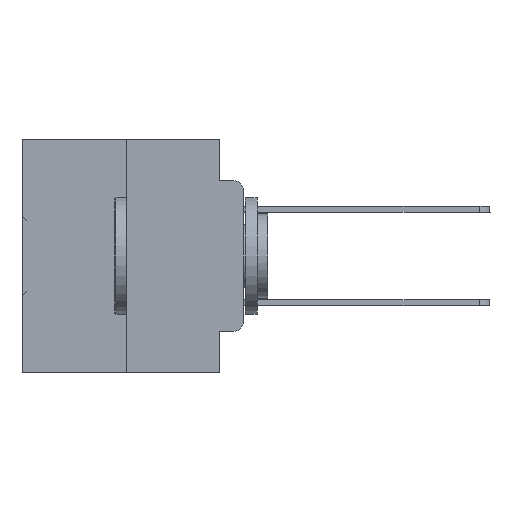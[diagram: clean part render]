
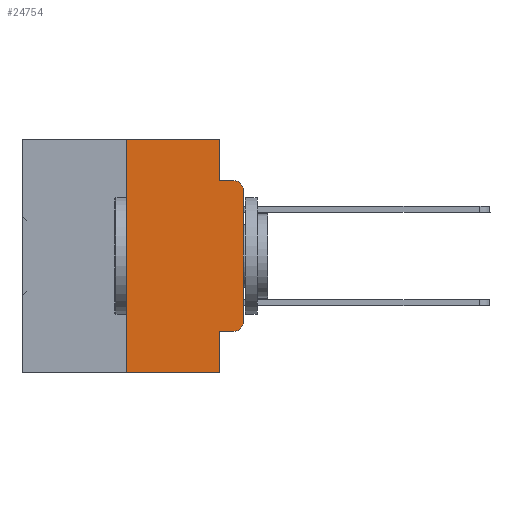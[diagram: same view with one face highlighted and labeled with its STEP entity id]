
A CAD part, left-side view. The second image highlights one B-rep face of the part: STEP entity #24754.
In plain terms, the highlighted planar face has unit normal (-1, 0, 0).
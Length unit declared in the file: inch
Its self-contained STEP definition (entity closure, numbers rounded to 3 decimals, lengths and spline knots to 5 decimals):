
#604 = ORIENTED_EDGE ( 'NONE', *, *, #37245, .F. ) ;
#830 = AXIS2_PLACEMENT_3D ( 'NONE', #3638, #6641, #27553 ) ;
#1329 = CARTESIAN_POINT ( 'NONE',  ( 0., 0.02, -0.3915 ) ) ;
#1522 = EDGE_CURVE ( 'NONE', #8838, #32419, #13665, .T. ) ;
#1784 = CARTESIAN_POINT ( 'NONE',  ( 0., 0.051, -0.0885 ) ) ;
#1944 = ORIENTED_EDGE ( 'NONE', *, *, #1522, .F. ) ;
#2317 = ORIENTED_EDGE ( 'NONE', *, *, #4768, .F. ) ;
#2479 = VECTOR ( 'NONE', #13982, 39.37008 ) ;
#2500 = EDGE_CURVE ( 'NONE', #11168, #25573, #16873, .T. ) ;
#3107 = CARTESIAN_POINT ( 'NONE',  ( 0., 0.051, -0.4115 ) ) ;
#3537 = AXIS2_PLACEMENT_3D ( 'NONE', #1329, #22482, #4385 ) ;
#3638 = CARTESIAN_POINT ( 'NONE',  ( 0., 0.473, 0. ) ) ;
#4385 = DIRECTION ( 'NONE',  ( 0., 0., -1. ) ) ;
#4390 = VECTOR ( 'NONE', #19585, 39.37008 ) ;
#4768 = EDGE_CURVE ( 'NONE', #32419, #27960, #35000, .T. ) ;
#6536 = DIRECTION ( 'NONE',  ( 0., 0., -1. ) ) ;
#6641 = DIRECTION ( 'NONE',  ( 1., 0., 0. ) ) ;
#7365 = ORIENTED_EDGE ( 'NONE', *, *, #16939, .T. ) ;
#8777 = VECTOR ( 'NONE', #21332, 39.37008 ) ;
#8783 = EDGE_CURVE ( 'NONE', #27960, #26629, #10509, .T. ) ;
#8838 = VERTEX_POINT ( 'NONE', #37421 ) ;
#9625 = DIRECTION ( 'NONE',  ( 0., 0., 1. ) ) ;
#9935 = VECTOR ( 'NONE', #9625, 39.37008 ) ;
#10509 = LINE ( 'NONE', #1784, #2479 ) ;
#10617 = CARTESIAN_POINT ( 'NONE',  ( 0., 0.051, -0.4115 ) ) ;
#10887 = LINE ( 'NONE', #21656, #9935 ) ;
#11168 = VERTEX_POINT ( 'NONE', #32630 ) ;
#12692 = VECTOR ( 'NONE', #33183, 39.37008 ) ;
#13096 = ORIENTED_EDGE ( 'NONE', *, *, #20980, .T. ) ;
#13575 = VERTEX_POINT ( 'NONE', #10617 ) ;
#13665 = LINE ( 'NONE', #32597, #12692 ) ;
#13982 = DIRECTION ( 'NONE',  ( 0., -1., 0. ) ) ;
#14837 = CARTESIAN_POINT ( 'NONE',  ( 0., 0.02, -0.1085 ) ) ;
#15492 = EDGE_LOOP ( 'NONE', ( #13096, #7365, #16074, #2317, #1944, #604, #30439, #32623, #19045, #18442 ) ) ;
#16074 = ORIENTED_EDGE ( 'NONE', *, *, #8783, .F. ) ;
#16873 = LINE ( 'NONE', #29627, #8777 ) ;
#16939 = EDGE_CURVE ( 'NONE', #31438, #26629, #17156, .T. ) ;
#17026 = CARTESIAN_POINT ( 'NONE',  ( 0., 0.051, 0. ) ) ;
#17156 = CIRCLE ( 'NONE', #26153, 0.02 ) ;
#17866 = DIRECTION ( 'NONE',  ( 0., 0., -1. ) ) ;
#18442 = ORIENTED_EDGE ( 'NONE', *, *, #29471, .T. ) ;
#19045 = ORIENTED_EDGE ( 'NONE', *, *, #31391, .T. ) ;
#19585 = DIRECTION ( 'NONE',  ( 0., 0., -1. ) ) ;
#20633 = CARTESIAN_POINT ( 'NONE',  ( 0., 0.051, 0. ) ) ;
#20980 = EDGE_CURVE ( 'NONE', #25203, #31438, #21007, .T. ) ;
#21007 = LINE ( 'NONE', #35951, #27819 ) ;
#21332 = DIRECTION ( 'NONE',  ( 0., -1., 0. ) ) ;
#21656 = CARTESIAN_POINT ( 'NONE',  ( 0., 0.25, 0. ) ) ;
#21713 = PLANE ( 'NONE',  #830 ) ;
#22482 = DIRECTION ( 'NONE',  ( -1., 0., 0. ) ) ;
#23640 = CARTESIAN_POINT ( 'NONE',  ( 0., 0., -0.3915 ) ) ;
#24754 = ADVANCED_FACE ( 'NONE', ( #37484 ), #21713, .F. ) ;
#25011 = CIRCLE ( 'NONE', #3537, 0.02 ) ;
#25203 = VERTEX_POINT ( 'NONE', #23640 ) ;
#25573 = VERTEX_POINT ( 'NONE', #28242 ) ;
#26153 = AXIS2_PLACEMENT_3D ( 'NONE', #14837, #35355, #17866 ) ;
#26629 = VERTEX_POINT ( 'NONE', #30788 ) ;
#27440 = CARTESIAN_POINT ( 'NONE',  ( 0., 0.051, 0. ) ) ;
#27553 = DIRECTION ( 'NONE',  ( 0., 0., -1. ) ) ;
#27580 = VECTOR ( 'NONE', #29948, 39.37008 ) ;
#27819 = VECTOR ( 'NONE', #30100, 39.37008 ) ;
#27960 = VERTEX_POINT ( 'NONE', #37851 ) ;
#28242 = CARTESIAN_POINT ( 'NONE',  ( 0., 0.051, -0.5 ) ) ;
#29471 = EDGE_CURVE ( 'NONE', #33039, #25203, #25011, .T. ) ;
#29627 = CARTESIAN_POINT ( 'NONE',  ( 0., 0.473, -0.5 ) ) ;
#29823 = LINE ( 'NONE', #27440, #36640 ) ;
#29948 = DIRECTION ( 'NONE',  ( 0., -1., 0. ) ) ;
#30100 = DIRECTION ( 'NONE',  ( 0., 0., 1. ) ) ;
#30439 = ORIENTED_EDGE ( 'NONE', *, *, #2500, .T. ) ;
#30788 = CARTESIAN_POINT ( 'NONE',  ( 0., 0.02, -0.0885 ) ) ;
#31391 = EDGE_CURVE ( 'NONE', #13575, #33039, #36201, .T. ) ;
#31438 = VERTEX_POINT ( 'NONE', #32852 ) ;
#31991 = CARTESIAN_POINT ( 'NONE',  ( 0., 0.02, -0.4115 ) ) ;
#32419 = VERTEX_POINT ( 'NONE', #20633 ) ;
#32597 = CARTESIAN_POINT ( 'NONE',  ( 0., 0.473, 0. ) ) ;
#32623 = ORIENTED_EDGE ( 'NONE', *, *, #33335, .F. ) ;
#32630 = CARTESIAN_POINT ( 'NONE',  ( 0., 0.25, -0.5 ) ) ;
#32852 = CARTESIAN_POINT ( 'NONE',  ( 0., 0., -0.1085 ) ) ;
#33039 = VERTEX_POINT ( 'NONE', #31991 ) ;
#33183 = DIRECTION ( 'NONE',  ( 0., -1., 0. ) ) ;
#33335 = EDGE_CURVE ( 'NONE', #13575, #25573, #29823, .T. ) ;
#35000 = LINE ( 'NONE', #17026, #4390 ) ;
#35355 = DIRECTION ( 'NONE',  ( -1., 0., 0. ) ) ;
#35951 = CARTESIAN_POINT ( 'NONE',  ( 0., 0., 0. ) ) ;
#36201 = LINE ( 'NONE', #3107, #27580 ) ;
#36640 = VECTOR ( 'NONE', #6536, 39.37008 ) ;
#37245 = EDGE_CURVE ( 'NONE', #11168, #8838, #10887, .T. ) ;
#37421 = CARTESIAN_POINT ( 'NONE',  ( 0., 0.25, 0. ) ) ;
#37484 = FACE_OUTER_BOUND ( 'NONE', #15492, .T. ) ;
#37851 = CARTESIAN_POINT ( 'NONE',  ( 0., 0.051, -0.0885 ) ) ;
